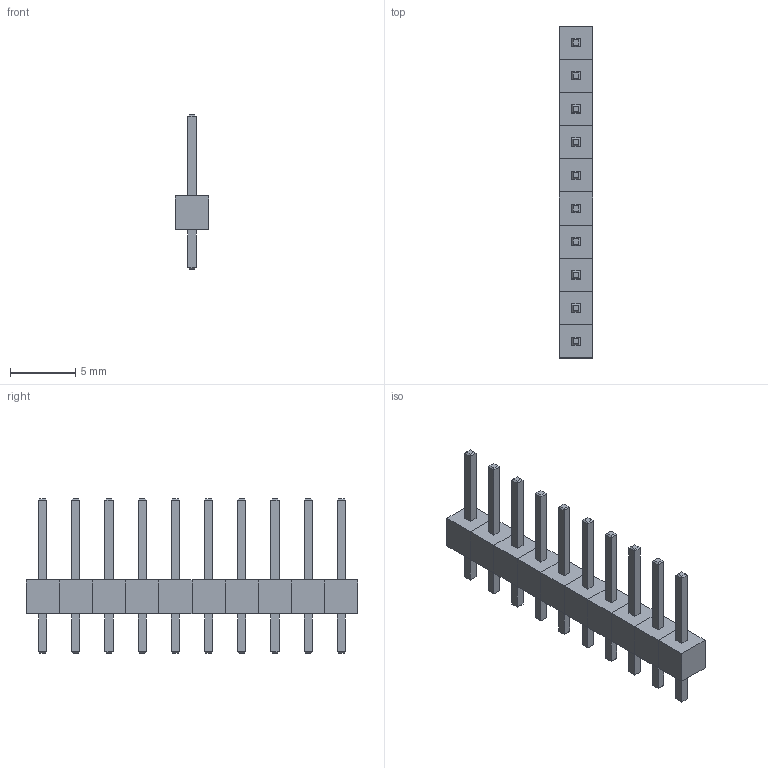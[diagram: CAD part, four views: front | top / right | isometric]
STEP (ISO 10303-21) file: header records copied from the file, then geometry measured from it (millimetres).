
FILE_DESCRIPTION(('STEP AP214'), '1');
FILE_NAME('ﾑﾍﾏ346-10ﾂﾏ21', '2018-11-07T11:59:36', ('UNSPECIFIED'), ('UNSPECIFIED'), 'ASCON STEP Converter 1.3', 'ASCON Math Kernel', '');
FILE_SCHEMA(('AUTOMOTIVE_DESIGN { 1 0 10303 214 3 1 1}'));
Length unit declared in the file: millimetre
Assembly tree (10 placements, depth 2):
  (unnamed)
    (unnamed)  x10
Bounding box: 2.54 x 25.4 x 11.8 mm (x, y, z)
Volume: 202.9 mm3; surface area: 618.1 mm2
Topology: 10 solids, 10 shells, 240 faces, 520 edges, 320 vertices
Faces by surface type: plane 240
Entity records: 1185 total; most frequent: DIRECTION 130, CARTESIAN_POINT 123, ORIENTED_EDGE 104, EDGE_CURVE 52, LINE 52, VECTOR 52, AXIS2_PLACEMENT_3D 39, VERTEX_POINT 32
